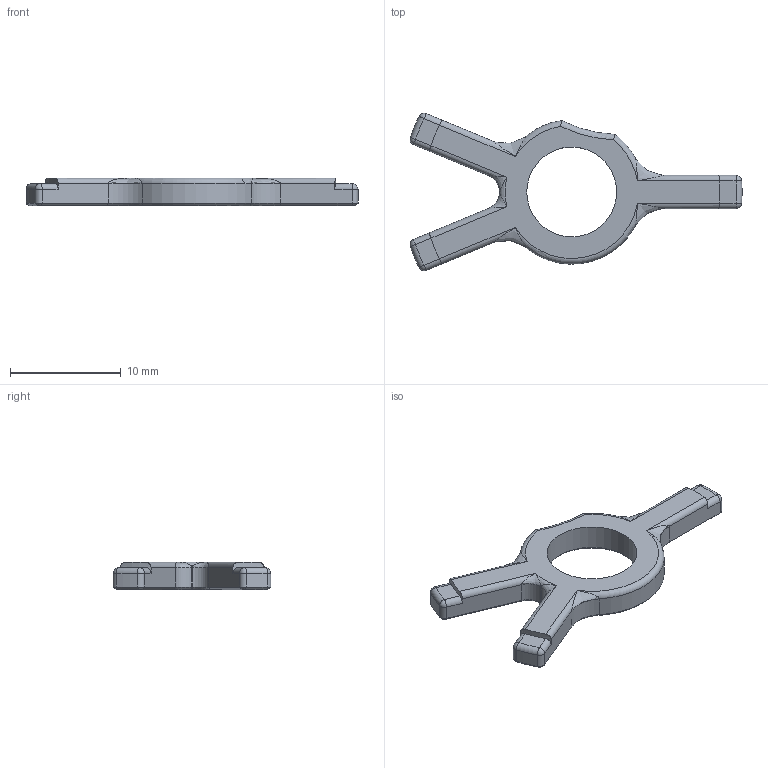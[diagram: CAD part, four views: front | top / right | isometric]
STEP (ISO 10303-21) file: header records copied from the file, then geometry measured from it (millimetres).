
FILE_DESCRIPTION(/* description */ (''),/* implementation_level */ '2;1');
FILE_NAME(/* name */ 'BackPlate.step',/* time_stamp */ '2021-04-22T05:28:30+07:00',/* author */ (''),/* organization */ (''),/* preprocessor_version */ 'ST-DEVELOPER v18.1',/* originating_system */ 'Autodesk Translation Framework v10.6.0.1341',/* authorisation */ '');
FILE_SCHEMA (('AUTOMOTIVE_DESIGN { 1 0 10303 214 3 1 1 }'));
Length unit declared in the file: millimetre
Products named in the file (1): BackPlate
Bounding box: 29.92 x 14.19 x 2.5 mm (x, y, z)
Volume: 385.4 mm3; surface area: 570.2 mm2
Topology: 1 solids, 1 shells, 94 faces, 217 edges, 119 vertices
Faces by surface type: cylinder 36, cone 21, plane 17, torus 8, bspline 6, sphere 6
Full cylindrical faces by diameter (mm): 8.1 x1
Entity records: 2969 total; most frequent: CARTESIAN_POINT 867, DIRECTION 450, ORIENTED_EDGE 422, EDGE_CURVE 211, AXIS2_PLACEMENT_3D 178, VERTEX_POINT 119, EDGE_LOOP 96, FACE_OUTER_BOUND 94
